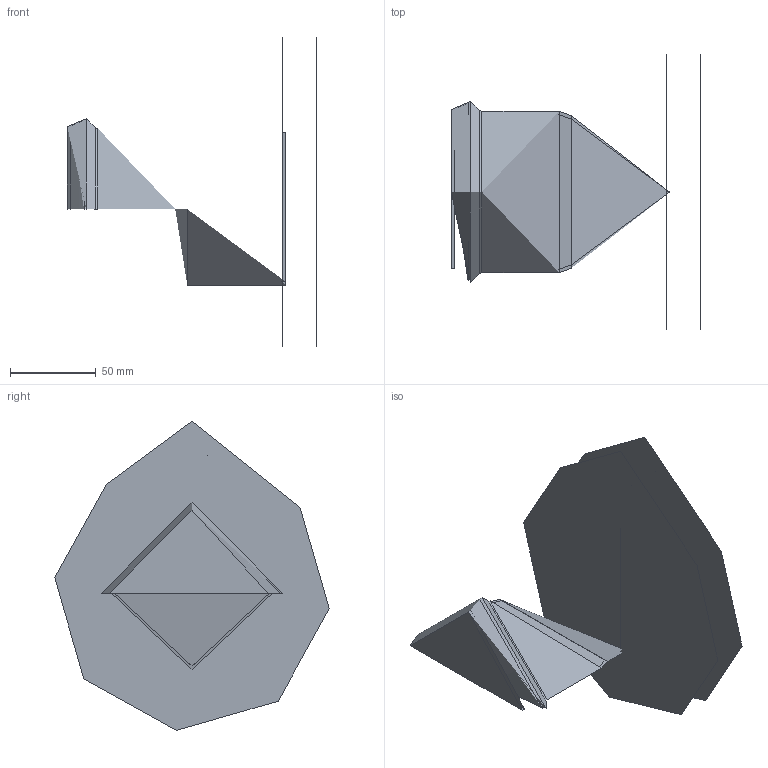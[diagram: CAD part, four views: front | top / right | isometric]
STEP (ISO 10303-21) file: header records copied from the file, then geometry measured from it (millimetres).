
FILE_DESCRIPTION(('FreeCAD Model'),'2;1');
FILE_NAME('Open CASCADE Shape Model','2025-10-20T14:59:07',('Author'),( ''),'Open CASCADE STEP processor 7.8','FreeCAD','Unknown');
FILE_SCHEMA(('AUTOMOTIVE_DESIGN { 1 0 10303 214 1 1 1 1 }'));
Length unit declared in the file: millimetre
Products named in the file (7): Unnamed17; COMPOUND; COMPOUND001; X-Achse; XY-Ebene; COMPOUND002; COMPOUND003
Assembly tree (18 placements, depth 3):
  Unnamed17
    COMPOUND
    COMPOUND001
      COMPOUND
    X-Achse  x6
    XY-Ebene  x6
    COMPOUND002
    COMPOUND003
      COMPOUND002
Bounding box: 145.5 x 160 x 180 mm (x, y, z)
Volume: 1102612.8 mm3; surface area: 307872.3 mm2
Topology: 4 solids, 4 shells, 60 faces, 178 edges, 124 vertices
Faces by surface type: bspline 60
Entity records: 1743 total; most frequent: CARTESIAN_POINT 1032, ORIENTED_EDGE 172, EDGE_CURVE 86, VERTEX_POINT 62, FACE_BOUND 52, EDGE_LOOP 52, DIRECTION 39, ADVANCED_FACE 30
